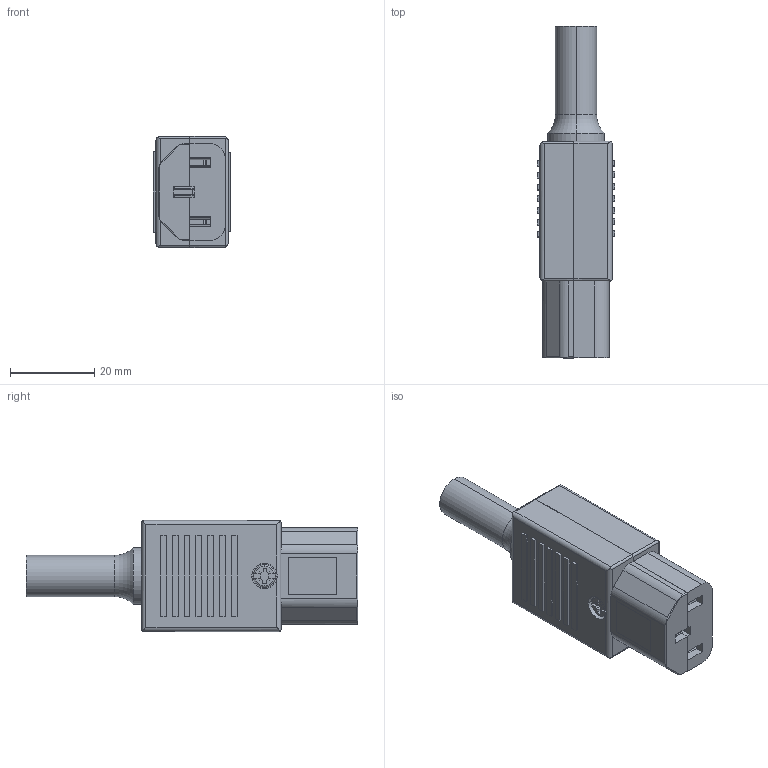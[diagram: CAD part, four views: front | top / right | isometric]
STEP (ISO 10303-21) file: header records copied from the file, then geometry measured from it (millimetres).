
FILE_DESCRIPTION (( 'STEP AP214' ), '1' );
FILE_NAME ('ACM-C3-IT-TT_3D.step', '2024-03-07T16:46:39', ( '' ), ( '' ), 'SwSTEP 2.0', 'SolidWorks 2022', '' );
FILE_SCHEMA (( 'AUTOMOTIVE_DESIGN' ));
Length unit declared in the file: millimetre
Products named in the file (1): ACM-C3-IT-TT_3D
Bounding box: 18.39 x 78.96 x 26.42 mm (x, y, z)
Volume: 13827.8 mm3; surface area: 18033.9 mm2
Topology: 13 solids, 13 shells, 1122 faces, 3044 edges, 1996 vertices
Faces by surface type: plane 732, cylinder 279, bspline 55, cone 31, torus 19, sphere 6
Entity records: 46648 total; most frequent: CARTESIAN_POINT 18974, ORIENTED_EDGE 6088, DIRECTION 5120, EDGE_CURVE 3044, VECTOR 2016, LINE 2016, VERTEX_POINT 1996, AXIS2_PLACEMENT_3D 1552
